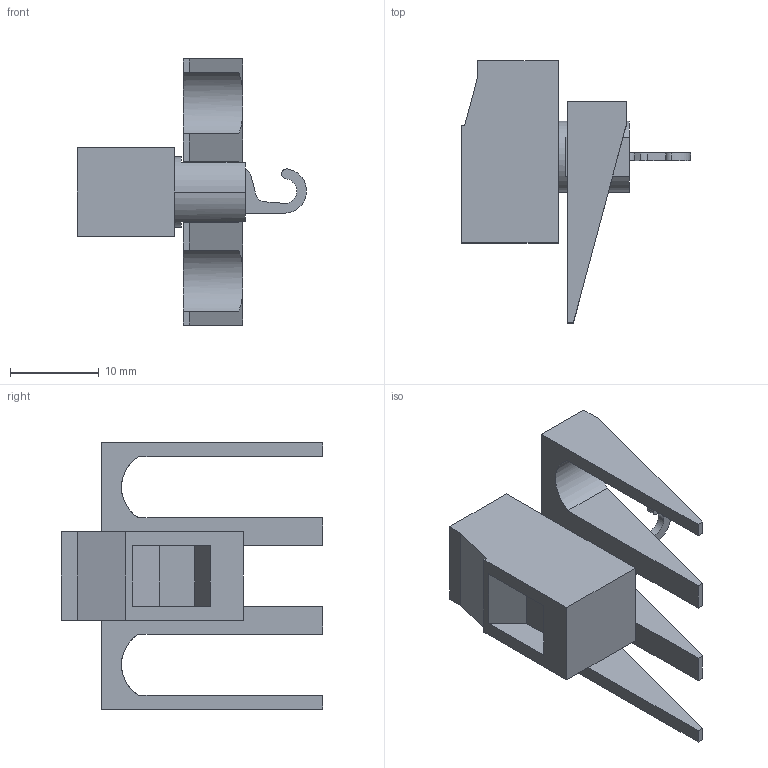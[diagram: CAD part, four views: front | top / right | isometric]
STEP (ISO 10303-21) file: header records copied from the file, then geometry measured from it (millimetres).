
FILE_DESCRIPTION(('SolidDesigner STEP Export'),'2;1');
FILE_NAME('0709233_VDFK_4K_SELECT.stp','2008-10-21T 9:51:58',(''),(''),'OneSpace Designer STEP processor for AP214 (Solid Model)','OneSpace Designer 14.50 18-Oct-2006 (C) CoCreate Software GmbH','');
FILE_SCHEMA(('AUTOMOTIVE_DESIGN { 1 0 10303 214 1 1 1 1 }'));
Length unit declared in the file: millimetre
Products named in the file (2): 0709233_VDFK_4K_SELECT
Assembly tree (1 placements, depth 2):
  0709233_VDFK_4K_SELECT
    0709233_VDFK_4K_SELECT
Bounding box: 25.8 x 29.5 x 30 mm (x, y, z)
Volume: 3665.6 mm3; surface area: 2881 mm2
Topology: 1 solids, 1 shells, 67 faces, 177 edges, 117 vertices
Faces by surface type: plane 49, cylinder 18
Entity records: 2507 total; most frequent: ORIENTED_EDGE 354, CARTESIAN_POINT 333, DIRECTION 304, EDGE_CURVE 177, VECTOR 128, LINE 128, VERTEX_POINT 117, AXIS2_PLACEMENT_3D 88
